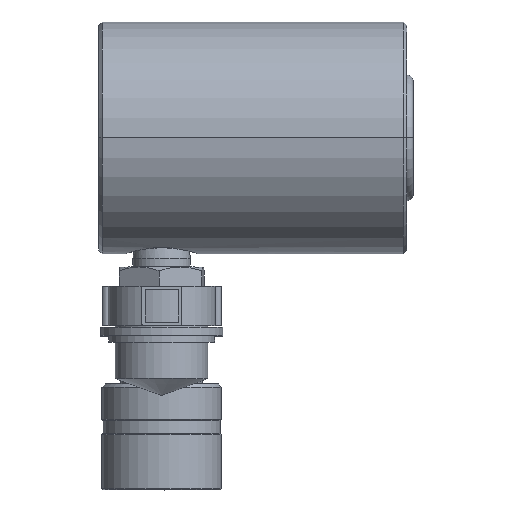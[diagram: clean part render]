
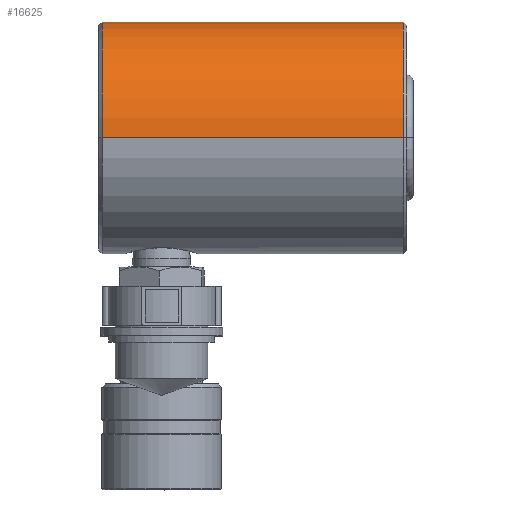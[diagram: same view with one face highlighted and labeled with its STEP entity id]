
A CAD part, top view. The second image highlights one B-rep face of the part: STEP entity #16625.
In plain terms, the highlighted cylindrical face has radius 35 mm (diameter 70 mm), a partial arc.
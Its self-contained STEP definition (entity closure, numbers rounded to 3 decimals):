
#418 = VERTEX_POINT ( 'NONE', #12137 ) ;
#452 = CIRCLE ( 'NONE', #4571, 35. ) ;
#884 = DIRECTION ( 'NONE',  ( -1., 0., 0. ) ) ;
#1668 = DIRECTION ( 'NONE',  ( -1., 0., 0. ) ) ;
#2014 = CYLINDRICAL_SURFACE ( 'NONE', #16964, 35. ) ;
#2425 = DIRECTION ( 'NONE',  ( -1., 0., 0. ) ) ;
#2455 = LINE ( 'NONE', #15937, #14073 ) ;
#3388 = ORIENTED_EDGE ( 'NONE', *, *, #18553, .F. ) ;
#3425 = CARTESIAN_POINT ( 'NONE',  ( 1., 0., -35. ) ) ;
#3961 = EDGE_CURVE ( 'NONE', #6675, #6211, #9831, .T. ) ;
#4347 = EDGE_CURVE ( 'NONE', #16564, #418, #2455, .T. ) ;
#4571 = AXIS2_PLACEMENT_3D ( 'NONE', #10750, #1668, #12266 ) ;
#4854 = ORIENTED_EDGE ( 'NONE', *, *, #4347, .F. ) ;
#5367 = CARTESIAN_POINT ( 'NONE',  ( 92., 0., 35. ) ) ;
#5430 = EDGE_LOOP ( 'NONE', ( #14060, #6955, #3388, #4854 ) ) ;
#5884 = DIRECTION ( 'NONE',  ( -1., 0., 0. ) ) ;
#6211 = VERTEX_POINT ( 'NONE', #3425 ) ;
#6675 = VERTEX_POINT ( 'NONE', #8855 ) ;
#6869 = CARTESIAN_POINT ( 'NONE',  ( 1., 0., 0. ) ) ;
#6955 = ORIENTED_EDGE ( 'NONE', *, *, #3961, .T. ) ;
#8409 = DIRECTION ( 'NONE',  ( 0., 0., 1. ) ) ;
#8855 = CARTESIAN_POINT ( 'NONE',  ( 92., 0., -35. ) ) ;
#9266 = AXIS2_PLACEMENT_3D ( 'NONE', #6869, #17463, #8409 ) ;
#9831 = LINE ( 'NONE', #18073, #13354 ) ;
#10750 = CARTESIAN_POINT ( 'NONE',  ( 92., 0., 0. ) ) ;
#11526 = CARTESIAN_POINT ( 'NONE',  ( 0., 0., 0. ) ) ;
#12137 = CARTESIAN_POINT ( 'NONE',  ( 1., 0., 35. ) ) ;
#12266 = DIRECTION ( 'NONE',  ( 0., 0., 1. ) ) ;
#13354 = VECTOR ( 'NONE', #5884, 1000. ) ;
#14060 = ORIENTED_EDGE ( 'NONE', *, *, #18189, .T. ) ;
#14073 = VECTOR ( 'NONE', #884, 1000. ) ;
#15937 = CARTESIAN_POINT ( 'NONE',  ( 0., 0., 35. ) ) ;
#16564 = VERTEX_POINT ( 'NONE', #5367 ) ;
#16625 = ADVANCED_FACE ( 'NONE', ( #19561 ), #2014, .T. ) ;
#16964 = AXIS2_PLACEMENT_3D ( 'NONE', #11526, #2425, #19135 ) ;
#17463 = DIRECTION ( 'NONE',  ( -1., 0., 0. ) ) ;
#18073 = CARTESIAN_POINT ( 'NONE',  ( 0., 0., -35. ) ) ;
#18189 = EDGE_CURVE ( 'NONE', #16564, #6675, #452, .T. ) ;
#18553 = EDGE_CURVE ( 'NONE', #418, #6211, #19377, .T. ) ;
#19135 = DIRECTION ( 'NONE',  ( 0., 0., 1. ) ) ;
#19377 = CIRCLE ( 'NONE', #9266, 35. ) ;
#19561 = FACE_OUTER_BOUND ( 'NONE', #5430, .T. ) ;
